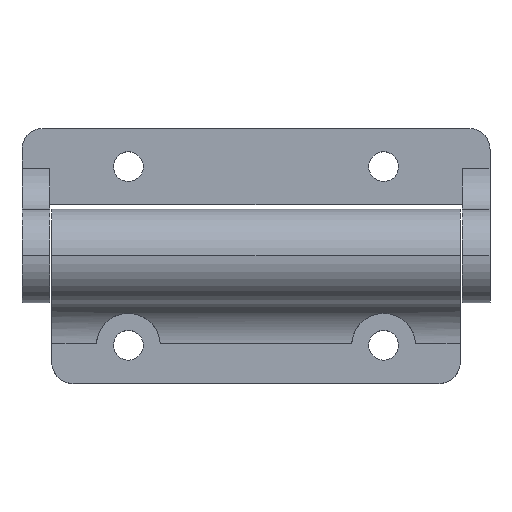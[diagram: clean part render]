
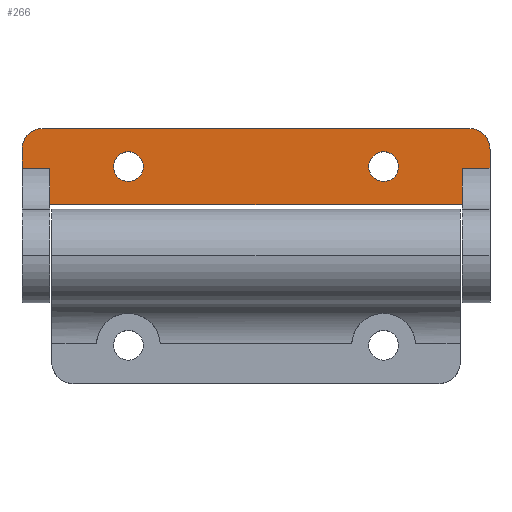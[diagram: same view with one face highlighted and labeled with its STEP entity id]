
A CAD part, top view. The second image highlights one B-rep face of the part: STEP entity #266.
In plain terms, the highlighted planar face has unit normal (0, 0, 1).
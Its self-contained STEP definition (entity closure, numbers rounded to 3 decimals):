
#60 = EDGE_CURVE ( 'NONE', #61, #62, #731, .T. ) ;
#61 = VERTEX_POINT ( 'NONE', #814 ) ;
#62 = VERTEX_POINT ( 'NONE', #813 ) ;
#80 = VERTEX_POINT ( 'NONE', #844 ) ;
#110 = EDGE_CURVE ( 'NONE', #111, #112, #912, .T. ) ;
#111 = VERTEX_POINT ( 'NONE', #908 ) ;
#112 = VERTEX_POINT ( 'NONE', #907 ) ;
#114 = EDGE_CURVE ( 'NONE', #115, #80, #906, .T. ) ;
#115 = VERTEX_POINT ( 'NONE', #901 ) ;
#129 = VERTEX_POINT ( 'NONE', #942 ) ;
#130 = EDGE_CURVE ( 'NONE', #383, #409, #940, .T. ) ;
#131 = ORIENTED_EDGE ( 'NONE', *, *, #110, .T. ) ;
#132 = ORIENTED_EDGE ( 'NONE', *, *, #404, .T. ) ;
#146 = EDGE_CURVE ( 'NONE', #270, #287, #929, .T. ) ;
#189 = ORIENTED_EDGE ( 'NONE', *, *, #190, .T. ) ;
#190 = EDGE_CURVE ( 'NONE', #62, #61, #1187, .T. ) ;
#191 = ORIENTED_EDGE ( 'NONE', *, *, #60, .T. ) ;
#245 = VERTEX_POINT ( 'NONE', #1087 ) ;
#259 = EDGE_LOOP ( 'NONE', ( #260, #262 ) ) ;
#260 = ORIENTED_EDGE ( 'NONE', *, *, #261, .T. ) ;
#261 = EDGE_CURVE ( 'NONE', #80, #115, #994, .T. ) ;
#262 = ORIENTED_EDGE ( 'NONE', *, *, #114, .T. ) ;
#263 = EDGE_LOOP ( 'NONE', ( #189, #191 ) ) ;
#264 = ORIENTED_EDGE ( 'NONE', *, *, #394, .F. ) ;
#265 = ORIENTED_EDGE ( 'NONE', *, *, #279, .T. ) ;
#266 = ADVANCED_FACE ( 'NONE', ( #989, #988, #987 ), #1053, .F. ) ;
#267 = EDGE_LOOP ( 'NONE', ( #268, #131, #132, #271, #334, #335, #264, #265, #285, #288 ) ) ;
#268 = ORIENTED_EDGE ( 'NONE', *, *, #269, .F. ) ;
#269 = EDGE_CURVE ( 'NONE', #111, #270, #1048, .T. ) ;
#270 = VERTEX_POINT ( 'NONE', #1044 ) ;
#271 = ORIENTED_EDGE ( 'NONE', *, *, #272, .T. ) ;
#272 = EDGE_CURVE ( 'NONE', #422, #384, #1043, .T. ) ;
#279 = EDGE_CURVE ( 'NONE', #245, #129, #1038, .T. ) ;
#285 = ORIENTED_EDGE ( 'NONE', *, *, #286, .T. ) ;
#286 = EDGE_CURVE ( 'NONE', #129, #287, #1033, .T. ) ;
#287 = VERTEX_POINT ( 'NONE', #1024 ) ;
#288 = ORIENTED_EDGE ( 'NONE', *, *, #146, .F. ) ;
#334 = ORIENTED_EDGE ( 'NONE', *, *, #382, .F. ) ;
#335 = ORIENTED_EDGE ( 'NONE', *, *, #130, .T. ) ;
#382 = EDGE_CURVE ( 'NONE', #383, #384, #1464, .T. ) ;
#383 = VERTEX_POINT ( 'NONE', #1460 ) ;
#384 = VERTEX_POINT ( 'NONE', #1459 ) ;
#394 = EDGE_CURVE ( 'NONE', #245, #409, #1444, .T. ) ;
#404 = EDGE_CURVE ( 'NONE', #112, #422, #1440, .T. ) ;
#409 = VERTEX_POINT ( 'NONE', #1265 ) ;
#422 = VERTEX_POINT ( 'NONE', #1247 ) ;
#730 = CARTESIAN_POINT ( 'NONE',  ( 30., -21., -6. ) ) ;
#731 = CIRCLE ( 'NONE', #817, 3.5 ) ;
#813 = CARTESIAN_POINT ( 'NONE',  ( 26.5, -21., -6. ) ) ;
#814 = CARTESIAN_POINT ( 'NONE',  ( 33.5, -21., -6. ) ) ;
#815 = DIRECTION ( 'NONE',  ( -1., 0., 0. ) ) ;
#816 = DIRECTION ( 'NONE',  ( 0., 0., -1. ) ) ;
#817 = AXIS2_PLACEMENT_3D ( 'NONE', #730, #816, #815 ) ;
#844 = CARTESIAN_POINT ( 'NONE',  ( -33.5, -21., -6. ) ) ;
#901 = CARTESIAN_POINT ( 'NONE',  ( -26.5, -21., -6. ) ) ;
#902 = DIRECTION ( 'NONE',  ( -1., 0., 0. ) ) ;
#903 = DIRECTION ( 'NONE',  ( 0., 0., -1. ) ) ;
#904 = CARTESIAN_POINT ( 'NONE',  ( -30., -21., -6. ) ) ;
#905 = AXIS2_PLACEMENT_3D ( 'NONE', #904, #903, #902 ) ;
#906 = CIRCLE ( 'NONE', #905, 3.5 ) ;
#907 = CARTESIAN_POINT ( 'NONE',  ( -55., -20.616, -6. ) ) ;
#908 = CARTESIAN_POINT ( 'NONE',  ( -48.5, -20.616, -6. ) ) ;
#909 = DIRECTION ( 'NONE',  ( -1., 0., 0. ) ) ;
#910 = VECTOR ( 'NONE', #909, 1000. ) ;
#911 = CARTESIAN_POINT ( 'NONE',  ( 55., -20.616, -6. ) ) ;
#912 = LINE ( 'NONE', #911, #910 ) ;
#926 = DIRECTION ( 'NONE',  ( 1., 0., 0. ) ) ;
#927 = VECTOR ( 'NONE', #926, 1000. ) ;
#928 = CARTESIAN_POINT ( 'NONE',  ( -48.5, -12., -6. ) ) ;
#929 = LINE ( 'NONE', #928, #927 ) ;
#936 = DIRECTION ( 'NONE',  ( -1., 0., 0. ) ) ;
#937 = DIRECTION ( 'NONE',  ( 0., 0., 1. ) ) ;
#938 = CARTESIAN_POINT ( 'NONE',  ( 50., -25., -6. ) ) ;
#939 = AXIS2_PLACEMENT_3D ( 'NONE', #938, #937, #936 ) ;
#940 = CIRCLE ( 'NONE', #939, 5. ) ;
#942 = CARTESIAN_POINT ( 'NONE',  ( 48.5, -20.616, -6. ) ) ;
#987 = FACE_BOUND ( 'NONE', #263, .T. ) ;
#988 = FACE_BOUND ( 'NONE', #259, .T. ) ;
#989 = FACE_OUTER_BOUND ( 'NONE', #267, .T. ) ;
#990 = DIRECTION ( 'NONE',  ( -1., 0., 0. ) ) ;
#991 = DIRECTION ( 'NONE',  ( 0., 0., -1. ) ) ;
#992 = CARTESIAN_POINT ( 'NONE',  ( -30., -21., -6. ) ) ;
#993 = AXIS2_PLACEMENT_3D ( 'NONE', #992, #991, #990 ) ;
#994 = CIRCLE ( 'NONE', #993, 3.5 ) ;
#1024 = CARTESIAN_POINT ( 'NONE',  ( 48.5, -12., -6. ) ) ;
#1025 = DIRECTION ( 'NONE',  ( 0., 1., 0. ) ) ;
#1026 = VECTOR ( 'NONE', #1025, 1000. ) ;
#1027 = CARTESIAN_POINT ( 'NONE',  ( 48.5, -8.47, -6. ) ) ;
#1033 = LINE ( 'NONE', #1027, #1026 ) ;
#1035 = DIRECTION ( 'NONE',  ( -1., 0., 0. ) ) ;
#1036 = VECTOR ( 'NONE', #1035, 1000. ) ;
#1037 = CARTESIAN_POINT ( 'NONE',  ( 55., -20.616, -6. ) ) ;
#1038 = LINE ( 'NONE', #1037, #1036 ) ;
#1039 = DIRECTION ( 'NONE',  ( -1., 0., 0. ) ) ;
#1040 = DIRECTION ( 'NONE',  ( 0., 0., 1. ) ) ;
#1041 = CARTESIAN_POINT ( 'NONE',  ( -50., -25., -6. ) ) ;
#1042 = AXIS2_PLACEMENT_3D ( 'NONE', #1041, #1040, #1039 ) ;
#1043 = CIRCLE ( 'NONE', #1042, 5. ) ;
#1044 = CARTESIAN_POINT ( 'NONE',  ( -48.5, -12., -6. ) ) ;
#1045 = DIRECTION ( 'NONE',  ( 0., 1., 0. ) ) ;
#1046 = VECTOR ( 'NONE', #1045, 1000. ) ;
#1047 = CARTESIAN_POINT ( 'NONE',  ( -48.5, -8.47, -6. ) ) ;
#1048 = LINE ( 'NONE', #1047, #1046 ) ;
#1049 = DIRECTION ( 'NONE',  ( -1., 0., 0. ) ) ;
#1050 = DIRECTION ( 'NONE',  ( 0., 0., -1. ) ) ;
#1051 = CARTESIAN_POINT ( 'NONE',  ( 55., -30., -6. ) ) ;
#1052 = AXIS2_PLACEMENT_3D ( 'NONE', #1051, #1050, #1049 ) ;
#1053 = PLANE ( 'NONE',  #1052 ) ;
#1087 = CARTESIAN_POINT ( 'NONE',  ( 55., -20.616, -6. ) ) ;
#1184 = DIRECTION ( 'NONE',  ( -1., 0., 0. ) ) ;
#1185 = DIRECTION ( 'NONE',  ( 0., 0., -1. ) ) ;
#1186 = AXIS2_PLACEMENT_3D ( 'NONE', #1191, #1185, #1184 ) ;
#1187 = CIRCLE ( 'NONE', #1186, 3.5 ) ;
#1191 = CARTESIAN_POINT ( 'NONE',  ( 30., -21., -6. ) ) ;
#1247 = CARTESIAN_POINT ( 'NONE',  ( -55., -25., -6. ) ) ;
#1265 = CARTESIAN_POINT ( 'NONE',  ( 55., -25., -6. ) ) ;
#1271 = DIRECTION ( 'NONE',  ( 0., -1., 0. ) ) ;
#1272 = VECTOR ( 'NONE', #1271, 1000. ) ;
#1273 = CARTESIAN_POINT ( 'NONE',  ( -55., -30., -6. ) ) ;
#1440 = LINE ( 'NONE', #1273, #1272 ) ;
#1441 = DIRECTION ( 'NONE',  ( 0., -1., 0. ) ) ;
#1442 = VECTOR ( 'NONE', #1441, 1000. ) ;
#1443 = CARTESIAN_POINT ( 'NONE',  ( 55., -30., -6. ) ) ;
#1444 = LINE ( 'NONE', #1443, #1442 ) ;
#1459 = CARTESIAN_POINT ( 'NONE',  ( -50., -30., -6. ) ) ;
#1460 = CARTESIAN_POINT ( 'NONE',  ( 50., -30., -6. ) ) ;
#1461 = DIRECTION ( 'NONE',  ( -1., 0., 0. ) ) ;
#1462 = VECTOR ( 'NONE', #1461, 1000. ) ;
#1463 = CARTESIAN_POINT ( 'NONE',  ( 55., -30., -6. ) ) ;
#1464 = LINE ( 'NONE', #1463, #1462 ) ;
